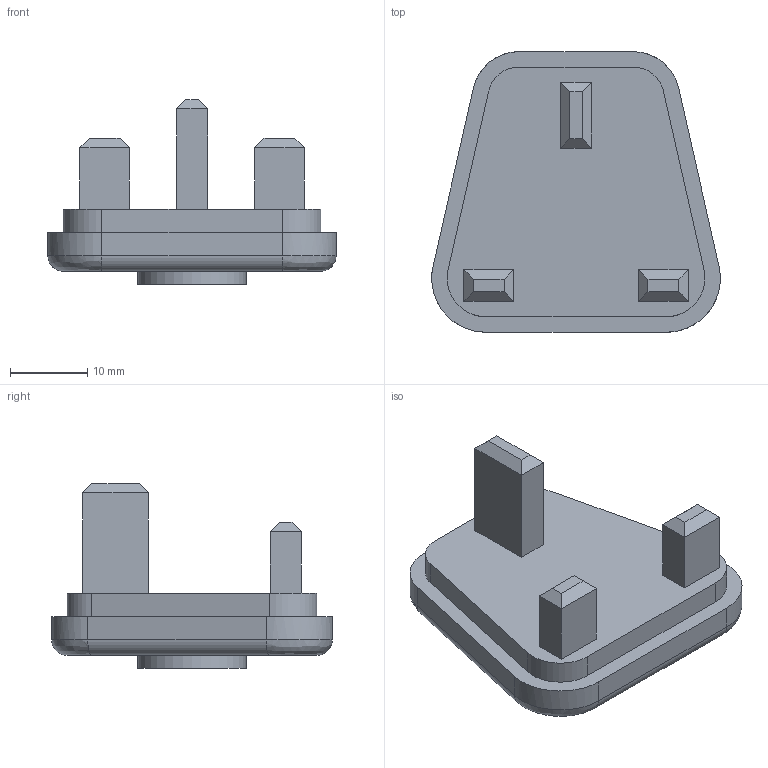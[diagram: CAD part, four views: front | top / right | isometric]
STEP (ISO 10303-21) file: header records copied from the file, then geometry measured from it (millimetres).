
FILE_DESCRIPTION(/* description */ (''),/* implementation_level */ '2;1');
FILE_NAME(/* name */ '585179de-c5dc-49d1-af05-25de591fdf4b.stp',/* time_stamp */ '2020-01-17T10:46:15+00:00',/* author */ (''),/* organization */ (''),/* preprocessor_version */ 'ST-DEVELOPER v18',/* originating_system */ 'Autodesk Translation Framework v8.12.0.6',/* authorisation */ '');
FILE_SCHEMA (('AUTOMOTIVE_DESIGN { 1 0 10303 214 3 1 1 }'));
Length unit declared in the file: millimetre
Products named in the file (2): Plug; Plug 
Assembly tree (1 placements, depth 2):
  Plug
    Plug 
Bounding box: 37.31 x 36.27 x 23.9 mm (x, y, z)
Volume: 9468.3 mm3; surface area: 3904.8 mm2
Topology: 1 solids, 1 shells, 56 faces, 127 edges, 78 vertices
Faces by surface type: plane 39, cylinder 13, bspline 4
Full cylindrical faces by diameter (mm): 14 x1
Entity records: 1636 total; most frequent: CARTESIAN_POINT 347, ORIENTED_EDGE 254, DIRECTION 251, EDGE_CURVE 127, LINE 97, VECTOR 97, VERTEX_POINT 78, AXIS2_PLACEMENT_3D 77
